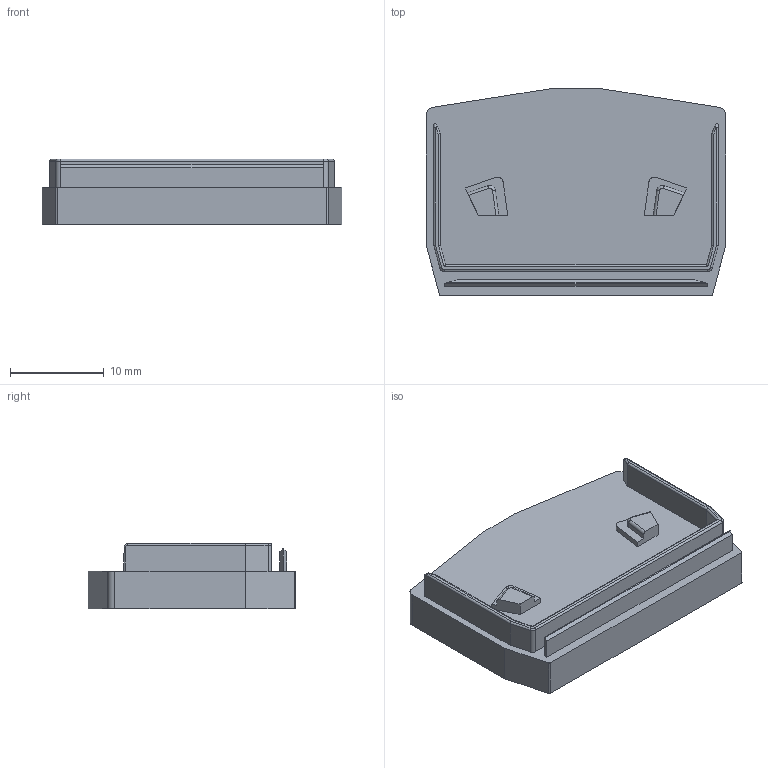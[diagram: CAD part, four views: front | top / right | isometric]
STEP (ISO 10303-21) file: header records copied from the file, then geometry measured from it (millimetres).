
FILE_DESCRIPTION(/* description */ (''),/* implementation_level */ '2;1');
FILE_NAME(/* name */ '254625.stp',/* time_stamp */ '2021-11-13T12:55:29+08:00',/* author */ (''),/* organization */ (''),/* preprocessor_version */ 'ST-DEVELOPER v16.7',/* originating_system */ 'SIEMENS PLM Software NX 12.0',/* authorisation */ '');
FILE_SCHEMA (('AP203_CONFIGURATION_CONTROLLED_3D_DESIGN_OF_MECHANICAL_PARTS_AND_ASSEMBLIES_MIM_LF { 1 0 10303 403 2 1 2}'));
Length unit declared in the file: millimetre
Products named in the file (1): _model1
Bounding box: 32 x 22.2 x 7 mm (x, y, z)
Volume: 2884.6 mm3; surface area: 2258 mm2
Topology: 1 solids, 1 shells, 84 faces, 212 edges, 134 vertices
Faces by surface type: plane 48, cylinder 28, bspline 4, torus 2, sphere 2
Entity records: 3355 total; most frequent: CARTESIAN_POINT 701, ORIENTED_EDGE 424, DIRECTION 380, EDGE_CURVE 212, LINE 154, VECTOR 154, VERTEX_POINT 134, AXIS2_PLACEMENT_3D 113
